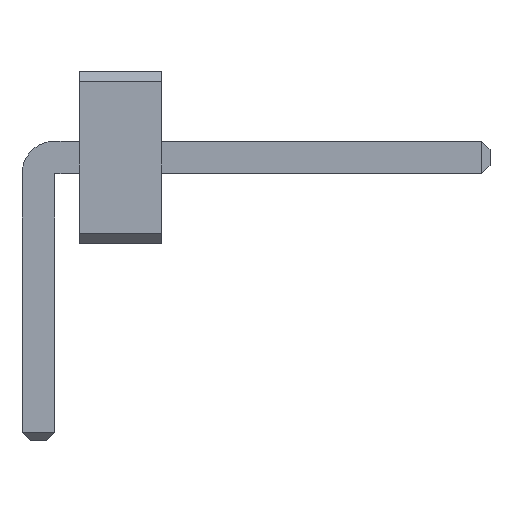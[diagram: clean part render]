
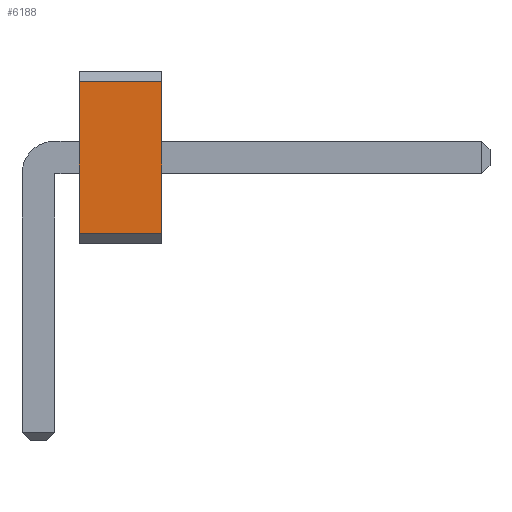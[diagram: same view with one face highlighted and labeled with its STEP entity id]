
A CAD part, front view. The second image highlights one B-rep face of the part: STEP entity #6188.
In plain terms, the highlighted planar face has unit normal (0, -1, 0).
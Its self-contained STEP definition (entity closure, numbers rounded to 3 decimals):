
#670 = VERTEX_POINT('',#671);
#671 = CARTESIAN_POINT('',(0.5,-28.575,1.973));
#677 = EDGE_CURVE('',#678,#670,#680,.T.);
#678 = VERTEX_POINT('',#679);
#679 = CARTESIAN_POINT('',(0.5,-28.575,0.127));
#680 = LINE('',#681,#682);
#681 = CARTESIAN_POINT('',(0.5,-28.575,0.127));
#682 = VECTOR('',#683,1.);
#683 = DIRECTION('',(0.,0.,1.));
#2557 = VERTEX_POINT('',#2558);
#2558 = CARTESIAN_POINT('',(1.5,-28.575,1.973));
#2564 = EDGE_CURVE('',#2565,#2557,#2567,.T.);
#2565 = VERTEX_POINT('',#2566);
#2566 = CARTESIAN_POINT('',(1.5,-28.575,0.127));
#2567 = LINE('',#2568,#2569);
#2568 = CARTESIAN_POINT('',(1.5,-28.575,0.127));
#2569 = VECTOR('',#2570,1.);
#2570 = DIRECTION('',(0.,0.,1.));
#6160 = EDGE_CURVE('',#678,#2565,#6161,.T.);
#6161 = LINE('',#6162,#6163);
#6162 = CARTESIAN_POINT('',(0.5,-28.575,0.127));
#6163 = VECTOR('',#6164,1.);
#6164 = DIRECTION('',(1.,0.,0.));
#6188 = ADVANCED_FACE('',(#6189),#6200,.T.);
#6189 = FACE_BOUND('',#6190,.T.);
#6190 = EDGE_LOOP('',(#6191,#6192,#6193,#6199));
#6191 = ORIENTED_EDGE('',*,*,#6160,.T.);
#6192 = ORIENTED_EDGE('',*,*,#2564,.T.);
#6193 = ORIENTED_EDGE('',*,*,#6194,.F.);
#6194 = EDGE_CURVE('',#670,#2557,#6195,.T.);
#6195 = LINE('',#6196,#6197);
#6196 = CARTESIAN_POINT('',(0.5,-28.575,1.973));
#6197 = VECTOR('',#6198,1.);
#6198 = DIRECTION('',(1.,0.,0.));
#6199 = ORIENTED_EDGE('',*,*,#677,.F.);
#6200 = PLANE('',#6201);
#6201 = AXIS2_PLACEMENT_3D('',#6202,#6203,#6204);
#6202 = CARTESIAN_POINT('',(0.5,-28.575,0.127));
#6203 = DIRECTION('',(0.,-1.,0.));
#6204 = DIRECTION('',(0.,0.,1.));
